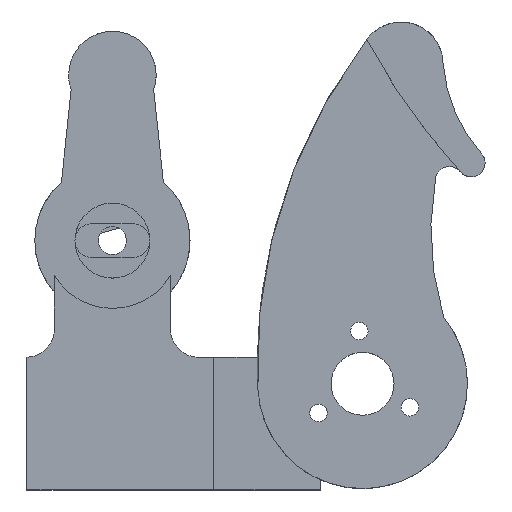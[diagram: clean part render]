
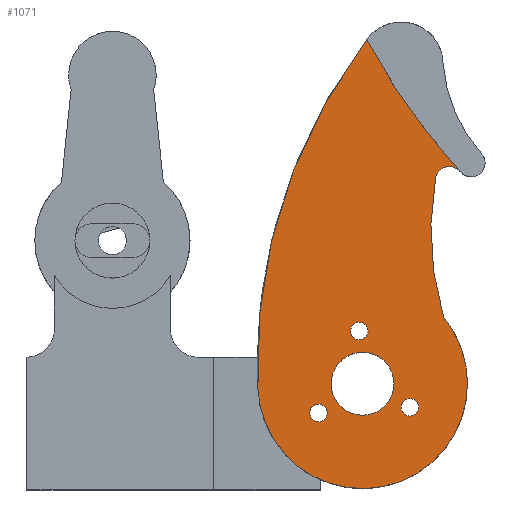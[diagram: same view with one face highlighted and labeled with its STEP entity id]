
A CAD part, top view. The second image highlights one B-rep face of the part: STEP entity #1071.
In plain terms, the highlighted planar face has unit normal (0, 0, 1).
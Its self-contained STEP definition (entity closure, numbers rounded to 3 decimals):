
#27=FACE_BOUND('',#196,.T.);
#28=FACE_BOUND('',#197,.T.);
#29=FACE_BOUND('',#198,.T.);
#30=FACE_BOUND('',#199,.T.);
#65=PLANE('',#1215);
#119=FACE_OUTER_BOUND('',#195,.T.);
#195=EDGE_LOOP('',(#934,#935,#936,#937,#938));
#196=EDGE_LOOP('',(#939));
#197=EDGE_LOOP('',(#940));
#198=EDGE_LOOP('',(#941));
#199=EDGE_LOOP('',(#942));
#414=CIRCLE('',#1188,1.);
#415=CIRCLE('',#1190,47.278);
#432=CIRCLE('',#1216,38.221);
#433=CIRCLE('',#1217,7.5);
#434=CIRCLE('',#1218,21.212);
#435=CIRCLE('',#1219,0.625);
#436=CIRCLE('',#1220,2.25);
#437=CIRCLE('',#1221,0.625);
#438=CIRCLE('',#1222,0.625);
#512=VERTEX_POINT('',#1816);
#513=VERTEX_POINT('',#1817);
#514=VERTEX_POINT('',#1822);
#531=VERTEX_POINT('',#1871);
#532=VERTEX_POINT('',#1873);
#533=VERTEX_POINT('',#1876);
#534=VERTEX_POINT('',#1878);
#535=VERTEX_POINT('',#1880);
#536=VERTEX_POINT('',#1882);
#645=EDGE_CURVE('',#512,#513,#414,.T.);
#648=EDGE_CURVE('',#514,#512,#415,.T.);
#671=EDGE_CURVE('',#514,#531,#432,.T.);
#672=EDGE_CURVE('',#531,#532,#433,.T.);
#673=EDGE_CURVE('',#532,#513,#434,.T.);
#674=EDGE_CURVE('',#533,#533,#435,.T.);
#675=EDGE_CURVE('',#534,#534,#436,.T.);
#676=EDGE_CURVE('',#535,#535,#437,.T.);
#677=EDGE_CURVE('',#536,#536,#438,.T.);
#934=ORIENTED_EDGE('',*,*,#648,.F.);
#935=ORIENTED_EDGE('',*,*,#671,.T.);
#936=ORIENTED_EDGE('',*,*,#672,.T.);
#937=ORIENTED_EDGE('',*,*,#673,.T.);
#938=ORIENTED_EDGE('',*,*,#645,.F.);
#939=ORIENTED_EDGE('',*,*,#674,.T.);
#940=ORIENTED_EDGE('',*,*,#675,.T.);
#941=ORIENTED_EDGE('',*,*,#676,.T.);
#942=ORIENTED_EDGE('',*,*,#677,.T.);
#1071=ADVANCED_FACE('',(#119,#27,#28,#29,#30),#65,.T.);
#1188=AXIS2_PLACEMENT_3D('',#1818,#1479,#1480);
#1190=AXIS2_PLACEMENT_3D('',#1823,#1485,#1486);
#1215=AXIS2_PLACEMENT_3D('',#1870,#1541,#1542);
#1216=AXIS2_PLACEMENT_3D('',#1872,#1543,#1544);
#1217=AXIS2_PLACEMENT_3D('',#1874,#1545,#1546);
#1218=AXIS2_PLACEMENT_3D('',#1875,#1547,#1548);
#1219=AXIS2_PLACEMENT_3D('',#1877,#1549,#1550);
#1220=AXIS2_PLACEMENT_3D('',#1879,#1551,#1552);
#1221=AXIS2_PLACEMENT_3D('',#1881,#1553,#1554);
#1222=AXIS2_PLACEMENT_3D('',#1883,#1555,#1556);
#1479=DIRECTION('center_axis',(0.,0.,1.));
#1480=DIRECTION('ref_axis',(-0.984,0.179,0.));
#1485=DIRECTION('center_axis',(0.,0.,1.));
#1486=DIRECTION('ref_axis',(-0.88,-0.474,0.));
#1541=DIRECTION('center_axis',(0.,0.,1.));
#1542=DIRECTION('ref_axis',(1.,0.,0.));
#1543=DIRECTION('center_axis',(0.,0.,1.));
#1544=DIRECTION('ref_axis',(-0.791,0.612,0.));
#1545=DIRECTION('center_axis',(0.,0.,1.));
#1546=DIRECTION('ref_axis',(1.,0.,0.));
#1547=DIRECTION('center_axis',(0.,0.,-1.));
#1548=DIRECTION('ref_axis',(-0.963,0.271,0.));
#1549=DIRECTION('center_axis',(0.,0.,-1.));
#1550=DIRECTION('ref_axis',(1.,0.,0.));
#1551=DIRECTION('center_axis',(0.,0.,-1.));
#1552=DIRECTION('ref_axis',(1.,0.,0.));
#1553=DIRECTION('center_axis',(0.,0.,-1.));
#1554=DIRECTION('ref_axis',(1.,0.,0.));
#1555=DIRECTION('center_axis',(0.,0.,-1.));
#1556=DIRECTION('ref_axis',(1.,0.,0.));
#1816=CARTESIAN_POINT('',(138.947,-0.397,2.));
#1817=CARTESIAN_POINT('',(137.228,-0.897,2.));
#1818=CARTESIAN_POINT('Origin',(138.212,-1.075,2.));
#1822=CARTESIAN_POINT('',(132.306,8.981,2.));
#1823=CARTESIAN_POINT('Origin',(173.924,31.413,2.));
#1870=CARTESIAN_POINT('Origin',(132.621,-6.43,2.));
#1871=CARTESIAN_POINT('',(124.515,-15.963,2.));
#1872=CARTESIAN_POINT('Origin',(162.696,-14.199,2.));
#1873=CARTESIAN_POINT('',(137.807,-10.862,2.));
#1874=CARTESIAN_POINT('Origin',(132.007,-15.617,2.));
#1875=CARTESIAN_POINT('Origin',(158.099,-4.683,2.));
#1876=CARTESIAN_POINT('',(128.232,-17.703,2.));
#1877=CARTESIAN_POINT('Origin',(128.857,-17.703,2.));
#1878=CARTESIAN_POINT('',(129.755,-15.618,2.));
#1879=CARTESIAN_POINT('Origin',(132.005,-15.618,2.));
#1880=CARTESIAN_POINT('',(131.151,-11.846,2.));
#1881=CARTESIAN_POINT('Origin',(131.776,-11.846,2.));
#1882=CARTESIAN_POINT('',(134.764,-17.302,2.));
#1883=CARTESIAN_POINT('Origin',(135.389,-17.302,2.));
